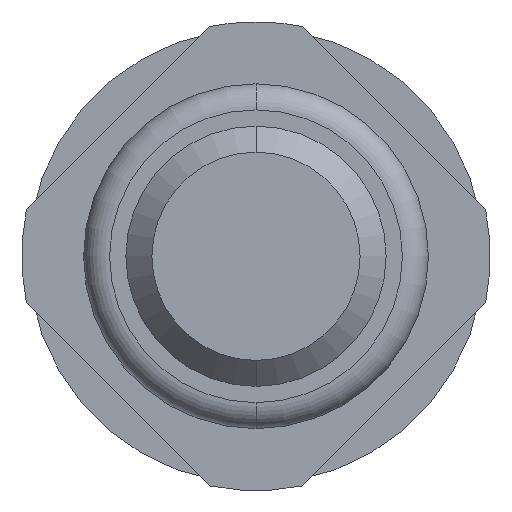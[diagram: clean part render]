
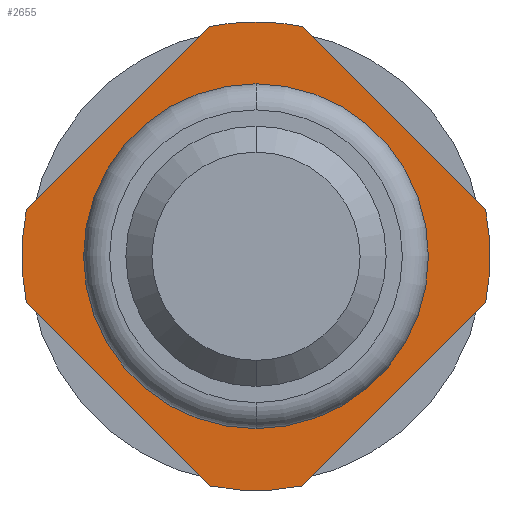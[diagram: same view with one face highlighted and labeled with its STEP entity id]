
A CAD part, front view. The second image highlights one B-rep face of the part: STEP entity #2655.
In plain terms, the highlighted planar face has unit normal (0, -1, 0).
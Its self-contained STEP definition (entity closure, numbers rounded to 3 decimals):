
#9 = CARTESIAN_POINT ( 'NONE',  ( 0.357, -2., -1.764 ) ) ;
#93 = DIRECTION ( 'NONE',  ( 0., 0., 1. ) ) ;
#116 = VECTOR ( 'NONE', #1931, 1000. ) ;
#121 = VERTEX_POINT ( 'NONE', #1337 ) ;
#267 = AXIS2_PLACEMENT_3D ( 'NONE', #346, #941, #2670 ) ;
#334 = CARTESIAN_POINT ( 'NONE',  ( 0., -2., 1.8 ) ) ;
#346 = CARTESIAN_POINT ( 'NONE',  ( 0., -2., 0. ) ) ;
#369 = EDGE_CURVE ( 'Defeature ausgef�hrt3_0+Defeature ausgef�hrt3_12+Defeature ausgef�hrt3_12+Defeature ausgef�hrt3_12', #121, #1595, #1654, .T. ) ;
#452 = CARTESIAN_POINT ( 'NONE',  ( 0., -2., 0. ) ) ;
#646 = CARTESIAN_POINT ( 'NONE',  ( -1.764, -2., -0.357 ) ) ;
#662 = ORIENTED_EDGE ( 'NONE', *, *, #1381, .F. ) ;
#668 = CARTESIAN_POINT ( 'NONE',  ( -0.161, -2., -1.961 ) ) ;
#670 = DIRECTION ( 'NONE',  ( 0., 1., 0. ) ) ;
#717 = EDGE_LOOP ( 'NONE', ( #2341, #1560 ) ) ;
#776 = CARTESIAN_POINT ( 'NONE',  ( 0., -2., 1.325 ) ) ;
#804 = CIRCLE ( 'NONE', #267, 1.8 ) ;
#886 = LINE ( 'NONE', #668, #1162 ) ;
#892 = LINE ( 'NONE', #3361, #116 ) ;
#941 = DIRECTION ( 'NONE',  ( 0., 1., 0. ) ) ;
#946 = ORIENTED_EDGE ( 'NONE', *, *, #2752, .F. ) ;
#983 = VERTEX_POINT ( 'NONE', #2721 ) ;
#990 = ORIENTED_EDGE ( 'NONE', *, *, #3559, .F. ) ;
#1092 = CARTESIAN_POINT ( 'NONE',  ( -0.161, -2., 1.961 ) ) ;
#1094 = VERTEX_POINT ( 'NONE', #646 ) ;
#1103 = EDGE_CURVE ( 'Defeature ausgef�hrt3_3+Defeature ausgef�hrt3_0+Defeature ausgef�hrt3_16+Defeature ausgef�hrt3_17', #1094, #2475, #804, .T. ) ;
#1140 = AXIS2_PLACEMENT_3D ( 'NONE', #1894, #2735, #93 ) ;
#1162 = VECTOR ( 'NONE', #1235, 1000. ) ;
#1170 = CARTESIAN_POINT ( 'NONE',  ( -0.357, -2., 1.764 ) ) ;
#1174 = DIRECTION ( 'NONE',  ( -0.707, 0., -0.707 ) ) ;
#1201 = LINE ( 'NONE', #1092, #3482 ) ;
#1235 = DIRECTION ( 'NONE',  ( -0.707, 0., 0.707 ) ) ;
#1236 = CARTESIAN_POINT ( 'NONE',  ( 0., -2., 0. ) ) ;
#1282 = AXIS2_PLACEMENT_3D ( 'NONE', #1469, #3527, #3518 ) ;
#1293 = VECTOR ( 'NONE', #1174, 1000. ) ;
#1331 = DIRECTION ( 'NONE',  ( 0., 1., 0. ) ) ;
#1337 = CARTESIAN_POINT ( 'NONE',  ( 0., -2., -1.325 ) ) ;
#1338 = DIRECTION ( 'NONE',  ( 0., 0., 1. ) ) ;
#1381 = EDGE_CURVE ( 'Defeature ausgef�hrt3_1+Defeature ausgef�hrt3_0+Defeature ausgef�hrt3_18+Defeature ausgef�hrt3_15', #3780, #3564, #3716, .T. ) ;
#1429 = EDGE_CURVE ( 'Defeature ausgef�hrt3_2+Defeature ausgef�hrt3_0+Defeature ausgef�hrt3_17+Defeature ausgef�hrt3_18', #2329, #983, #3580, .T. ) ;
#1433 = DIRECTION ( 'NONE',  ( 0., 1., 0. ) ) ;
#1443 = EDGE_CURVE ( 'Defeature ausgef�hrt3_18+Defeature ausgef�hrt3_0+Defeature ausgef�hrt3_2+Defeature ausgef�hrt3_1', #983, #3780, #892, .T. ) ;
#1469 = CARTESIAN_POINT ( 'NONE',  ( 0., -2., 0. ) ) ;
#1509 = EDGE_LOOP ( 'NONE', ( #1867, #3664, #946, #3347, #2848, #2768, #2019, #990, #662 ) ) ;
#1525 = DIRECTION ( 'NONE',  ( 0., 0., 1. ) ) ;
#1560 = ORIENTED_EDGE ( 'NONE', *, *, #369, .T. ) ;
#1592 = CARTESIAN_POINT ( 'NONE',  ( 1.8, -2., 0. ) ) ;
#1595 = VERTEX_POINT ( 'NONE', #776 ) ;
#1654 = CIRCLE ( 'NONE', #1282, 1.325 ) ;
#1867 = ORIENTED_EDGE ( 'NONE', *, *, #1443, .F. ) ;
#1880 = DIRECTION ( 'NONE',  ( 0., 1., 0. ) ) ;
#1894 = CARTESIAN_POINT ( 'NONE',  ( 0., -2., 0. ) ) ;
#1931 = DIRECTION ( 'NONE',  ( 0.707, 0., -0.707 ) ) ;
#2010 = VERTEX_POINT ( 'NONE', #3098 ) ;
#2019 = ORIENTED_EDGE ( 'NONE', *, *, #3177, .F. ) ;
#2041 = DIRECTION ( 'NONE',  ( 0., 0., 1. ) ) ;
#2146 = CIRCLE ( 'NONE', #2971, 1.8 ) ;
#2213 = VERTEX_POINT ( 'NONE', #9 ) ;
#2329 = VERTEX_POINT ( 'NONE', #334 ) ;
#2341 = ORIENTED_EDGE ( 'NONE', *, *, #2517, .T. ) ;
#2365 = VERTEX_POINT ( 'NONE', #1170 ) ;
#2374 = AXIS2_PLACEMENT_3D ( 'NONE', #1236, #670, #1525 ) ;
#2375 = CIRCLE ( 'NONE', #3688, 1.325 ) ;
#2404 = CIRCLE ( 'NONE', #1140, 1.8 ) ;
#2428 = DIRECTION ( 'NONE',  ( 0., 0., 1. ) ) ;
#2475 = VERTEX_POINT ( 'NONE', #3157 ) ;
#2517 = EDGE_CURVE ( 'Defeature ausgef�hrt3_0+Defeature ausgef�hrt3_12+Defeature ausgef�hrt3_12+Defeature ausgef�hrt3_12', #1595, #121, #2375, .T. ) ;
#2580 = DIRECTION ( 'NONE',  ( 0.707, 0., 0.707 ) ) ;
#2620 = CARTESIAN_POINT ( 'NONE',  ( 1.764, -2., -0.357 ) ) ;
#2630 = LINE ( 'NONE', #3185, #1293 ) ;
#2655 = ADVANCED_FACE ( 'Defeature ausgef�hrt3_0', ( #2778, #3444 ), #3583, .F. ) ;
#2670 = DIRECTION ( 'NONE',  ( 0., 0., 1. ) ) ;
#2701 = EDGE_CURVE ( 'Defeature ausgef�hrt3_16+Defeature ausgef�hrt3_0+Defeature ausgef�hrt3_4+Defeature ausgef�hrt3_3', #2010, #1094, #886, .T. ) ;
#2721 = CARTESIAN_POINT ( 'NONE',  ( 0.357, -2., 1.764 ) ) ;
#2735 = DIRECTION ( 'NONE',  ( 0., 1., 0. ) ) ;
#2752 = EDGE_CURVE ( 'Defeature ausgef�hrt3_2+Defeature ausgef�hrt3_0+Defeature ausgef�hrt3_17+Defeature ausgef�hrt3_18', #2365, #2329, #2146, .T. ) ;
#2768 = ORIENTED_EDGE ( 'NONE', *, *, #2701, .F. ) ;
#2778 = FACE_BOUND ( 'NONE', #717, .T. ) ;
#2842 = CARTESIAN_POINT ( 'NONE',  ( 1.764, -2., 0.357 ) ) ;
#2848 = ORIENTED_EDGE ( 'NONE', *, *, #1103, .F. ) ;
#2971 = AXIS2_PLACEMENT_3D ( 'NONE', #3359, #3342, #1338 ) ;
#3098 = CARTESIAN_POINT ( 'NONE',  ( -0.357, -2., -1.764 ) ) ;
#3157 = CARTESIAN_POINT ( 'NONE',  ( -1.764, -2., 0.357 ) ) ;
#3177 = EDGE_CURVE ( 'Defeature ausgef�hrt3_4+Defeature ausgef�hrt3_0+Defeature ausgef�hrt3_15+Defeature ausgef�hrt3_16', #2213, #2010, #2404, .T. ) ;
#3185 = CARTESIAN_POINT ( 'NONE',  ( 1.961, -2., -0.161 ) ) ;
#3342 = DIRECTION ( 'NONE',  ( 0., 1., 0. ) ) ;
#3347 = ORIENTED_EDGE ( 'NONE', *, *, #3419, .F. ) ;
#3359 = CARTESIAN_POINT ( 'NONE',  ( 0., -2., 0. ) ) ;
#3361 = CARTESIAN_POINT ( 'NONE',  ( 1.961, -2., 0.161 ) ) ;
#3419 = EDGE_CURVE ( 'Defeature ausgef�hrt3_17+Defeature ausgef�hrt3_0+Defeature ausgef�hrt3_3+Defeature ausgef�hrt3_2', #2475, #2365, #1201, .T. ) ;
#3444 = FACE_OUTER_BOUND ( 'NONE', #1509, .T. ) ;
#3482 = VECTOR ( 'NONE', #2580, 1000. ) ;
#3518 = DIRECTION ( 'NONE',  ( 0., 0., 1. ) ) ;
#3527 = DIRECTION ( 'NONE',  ( 0., 1., 0. ) ) ;
#3559 = EDGE_CURVE ( 'Defeature ausgef�hrt3_15+Defeature ausgef�hrt3_0+Defeature ausgef�hrt3_1+Defeature ausgef�hrt3_4', #3564, #2213, #2630, .T. ) ;
#3564 = VERTEX_POINT ( 'NONE', #2620 ) ;
#3580 = CIRCLE ( 'NONE', #3729, 1.8 ) ;
#3583 = PLANE ( 'NONE',  #3617 ) ;
#3617 = AXIS2_PLACEMENT_3D ( 'NONE', #1592, #1880, #2428 ) ;
#3649 = DIRECTION ( 'NONE',  ( 0., 0., 1. ) ) ;
#3664 = ORIENTED_EDGE ( 'NONE', *, *, #1429, .F. ) ;
#3688 = AXIS2_PLACEMENT_3D ( 'NONE', #3724, #1433, #2041 ) ;
#3716 = CIRCLE ( 'NONE', #2374, 1.8 ) ;
#3724 = CARTESIAN_POINT ( 'NONE',  ( 0., -2., 0. ) ) ;
#3729 = AXIS2_PLACEMENT_3D ( 'NONE', #452, #1331, #3649 ) ;
#3780 = VERTEX_POINT ( 'NONE', #2842 ) ;
